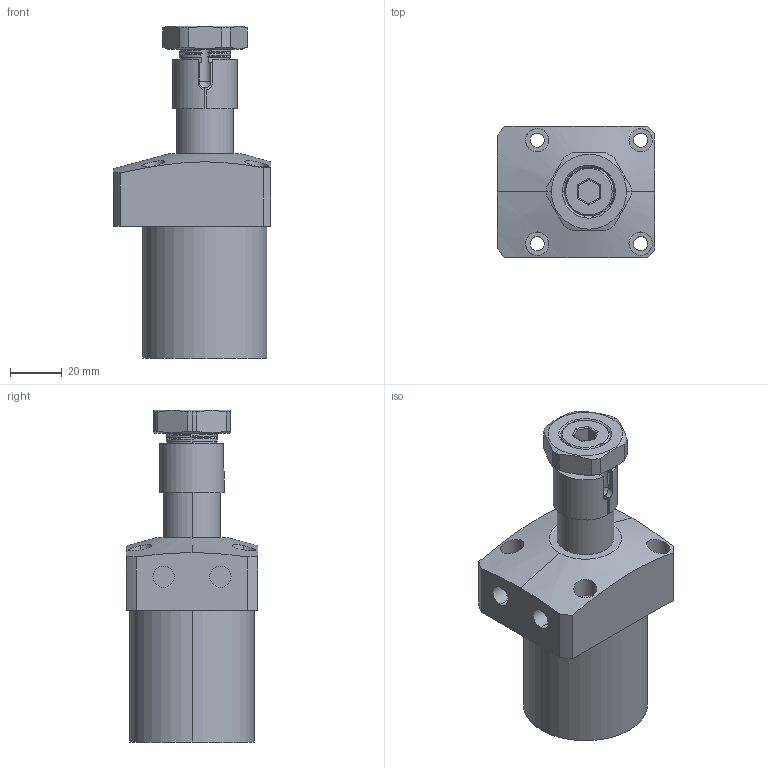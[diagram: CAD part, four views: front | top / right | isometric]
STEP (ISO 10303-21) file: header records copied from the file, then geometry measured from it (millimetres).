
FILE_DESCRIPTION (( 'STEP AP203' ), '1' );
FILE_NAME ('CHA-048SRX90.STEP', '2019-05-24T12:23:31', ( '' ), ( '' ), 'SwSTEP 2.0', 'SolidWorks 2017', '' );
FILE_SCHEMA (( 'CONFIG_CONTROL_DESIGN' ));
Length unit declared in the file: millimetre
Products named in the file (5): CHA-048掛极; CHA-048蹟譫; CHA-048S袪杶; CHA-048S活塞杆; CHA-048SRX90
Assembly tree (4 placements, depth 2):
  CHA-048SRX90
    CHA-048掛极
    CHA-048S袪杶
    CHA-048S活塞杆
    CHA-048蹟譫
Bounding box: 61 x 51 x 128.5 mm (x, y, z)
Volume: 176000.9 mm3; surface area: 41477 mm2
Topology: 4 solids, 4 shells, 173 faces, 450 edges, 295 vertices
Faces by surface type: cylinder 87, plane 46, bspline 21, cone 19
Entity records: 12648 total; most frequent: CARTESIAN_POINT 8234, ORIENTED_EDGE 898, DIRECTION 715, EDGE_CURVE 449, VERTEX_POINT 295, AXIS2_PLACEMENT_3D 278, EDGE_LOOP 194, ADVANCED_FACE 173
